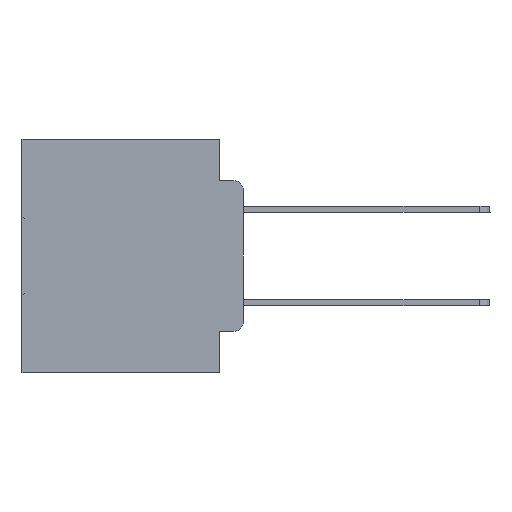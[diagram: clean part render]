
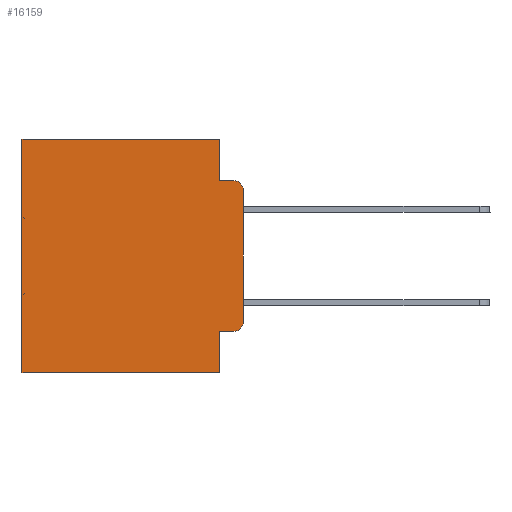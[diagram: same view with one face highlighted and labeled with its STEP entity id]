
A CAD part, left-side view. The second image highlights one B-rep face of the part: STEP entity #16159.
In plain terms, the highlighted planar face has unit normal (-1, 0, 0).
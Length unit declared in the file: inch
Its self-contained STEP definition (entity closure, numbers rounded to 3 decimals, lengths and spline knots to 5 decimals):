
#505 = VECTOR ( 'NONE', #6009, 39.37008 ) ;
#803 = VECTOR ( 'NONE', #18642, 39.37008 ) ;
#882 = VECTOR ( 'NONE', #9921, 39.37008 ) ;
#1438 = CARTESIAN_POINT ( 'NONE',  ( 0.298, 0.051, -0.4115 ) ) ;
#1631 = VECTOR ( 'NONE', #24958, 39.37008 ) ;
#1744 = EDGE_CURVE ( 'NONE', #24782, #16033, #7856, .T. ) ;
#2163 = EDGE_CURVE ( 'NONE', #29690, #16033, #18268, .T. ) ;
#2370 = CARTESIAN_POINT ( 'NONE',  ( 0.298, 0., -0.1085 ) ) ;
#3567 = VECTOR ( 'NONE', #7108, 39.37008 ) ;
#3730 = ORIENTED_EDGE ( 'NONE', *, *, #16188, .T. ) ;
#4316 = DIRECTION ( 'NONE',  ( 0., 0., -1. ) ) ;
#4645 = CARTESIAN_POINT ( 'NONE',  ( 0.298, 0.051, -0.0885 ) ) ;
#5283 = DIRECTION ( 'NONE',  ( 0., 0., -1. ) ) ;
#5463 = EDGE_CURVE ( 'NONE', #32244, #24870, #7603, .T. ) ;
#6009 = DIRECTION ( 'NONE',  ( 0., 0., -1. ) ) ;
#6405 = CARTESIAN_POINT ( 'NONE',  ( 0.298, 0.051, 0. ) ) ;
#7064 = CARTESIAN_POINT ( 'NONE',  ( 0.298, 0.051, 0. ) ) ;
#7108 = DIRECTION ( 'NONE',  ( 0., -1., 0. ) ) ;
#7124 = CARTESIAN_POINT ( 'NONE',  ( 0.298, 0.02, -0.3915 ) ) ;
#7262 = DIRECTION ( 'NONE',  ( 0., 0., -1. ) ) ;
#7282 = VERTEX_POINT ( 'NONE', #25156 ) ;
#7286 = LINE ( 'NONE', #14463, #505 ) ;
#7603 = LINE ( 'NONE', #15993, #803 ) ;
#7856 = CIRCLE ( 'NONE', #20838, 0.02 ) ;
#8073 = EDGE_CURVE ( 'NONE', #21511, #18943, #33868, .T. ) ;
#8529 = ORIENTED_EDGE ( 'NONE', *, *, #21800, .F. ) ;
#9921 = DIRECTION ( 'NONE',  ( 0., 0., -1. ) ) ;
#10096 = DIRECTION ( 'NONE',  ( -1., 0., 0. ) ) ;
#10277 = ORIENTED_EDGE ( 'NONE', *, *, #15997, .F. ) ;
#10515 = ORIENTED_EDGE ( 'NONE', *, *, #1744, .T. ) ;
#11937 = VECTOR ( 'NONE', #33584, 39.37008 ) ;
#12073 = CARTESIAN_POINT ( 'NONE',  ( 0.298, 0.02, -0.0885 ) ) ;
#12992 = AXIS2_PLACEMENT_3D ( 'NONE', #24075, #29241, #5283 ) ;
#13229 = VERTEX_POINT ( 'NONE', #14680 ) ;
#13540 = ORIENTED_EDGE ( 'NONE', *, *, #5463, .T. ) ;
#13954 = LINE ( 'NONE', #31748, #882 ) ;
#14154 = CARTESIAN_POINT ( 'NONE',  ( 0.298, 0.473, 0. ) ) ;
#14463 = CARTESIAN_POINT ( 'NONE',  ( 0.298, 0.473, 0. ) ) ;
#14680 = CARTESIAN_POINT ( 'NONE',  ( 0.298, 0.02, -0.4115 ) ) ;
#14777 = CARTESIAN_POINT ( 'NONE',  ( 0.298, 0.051, -0.4115 ) ) ;
#15993 = CARTESIAN_POINT ( 'NONE',  ( 0.298, 0., 0. ) ) ;
#15997 = EDGE_CURVE ( 'NONE', #18943, #7282, #31603, .T. ) ;
#16033 = VERTEX_POINT ( 'NONE', #12073 ) ;
#16148 = AXIS2_PLACEMENT_3D ( 'NONE', #7124, #10096, #4316 ) ;
#16159 = ADVANCED_FACE ( 'NONE', ( #30732 ), #22820, .F. ) ;
#16188 = EDGE_CURVE ( 'NONE', #21511, #13229, #18995, .T. ) ;
#16402 = EDGE_CURVE ( 'NONE', #24870, #7282, #7286, .T. ) ;
#17724 = EDGE_CURVE ( 'NONE', #13229, #27531, #27626, .T. ) ;
#18268 = LINE ( 'NONE', #4645, #3567 ) ;
#18642 = DIRECTION ( 'NONE',  ( 0., 1., 0. ) ) ;
#18943 = VERTEX_POINT ( 'NONE', #22861 ) ;
#18995 = LINE ( 'NONE', #14777, #26924 ) ;
#19154 = ORIENTED_EDGE ( 'NONE', *, *, #17724, .T. ) ;
#19222 = ORIENTED_EDGE ( 'NONE', *, *, #24804, .F. ) ;
#19585 = CARTESIAN_POINT ( 'NONE',  ( 0.298, 0., -0.3915 ) ) ;
#19649 = ORIENTED_EDGE ( 'NONE', *, *, #16402, .T. ) ;
#20834 = ORIENTED_EDGE ( 'NONE', *, *, #8073, .F. ) ;
#20838 = AXIS2_PLACEMENT_3D ( 'NONE', #33733, #23015, #7262 ) ;
#21302 = LINE ( 'NONE', #6405, #1631 ) ;
#21332 = ORIENTED_EDGE ( 'NONE', *, *, #2163, .F. ) ;
#21511 = VERTEX_POINT ( 'NONE', #1438 ) ;
#21800 = EDGE_CURVE ( 'NONE', #32244, #29690, #21302, .T. ) ;
#22778 = DIRECTION ( 'NONE',  ( 0., -1., 0. ) ) ;
#22820 = PLANE ( 'NONE',  #12992 ) ;
#22861 = CARTESIAN_POINT ( 'NONE',  ( 0.298, 0.051, -0.5 ) ) ;
#23015 = DIRECTION ( 'NONE',  ( -1., 0., 0. ) ) ;
#24075 = CARTESIAN_POINT ( 'NONE',  ( 0.298, 0., 0. ) ) ;
#24782 = VERTEX_POINT ( 'NONE', #2370 ) ;
#24804 = EDGE_CURVE ( 'NONE', #24782, #27531, #13954, .T. ) ;
#24870 = VERTEX_POINT ( 'NONE', #14154 ) ;
#24958 = DIRECTION ( 'NONE',  ( 0., 0., -1. ) ) ;
#25156 = CARTESIAN_POINT ( 'NONE',  ( 0.298, 0.473, -0.5 ) ) ;
#26011 = CARTESIAN_POINT ( 'NONE',  ( 0.298, 0.051, 0. ) ) ;
#26924 = VECTOR ( 'NONE', #22778, 39.37008 ) ;
#27531 = VERTEX_POINT ( 'NONE', #19585 ) ;
#27626 = CIRCLE ( 'NONE', #16148, 0.02 ) ;
#28354 = DIRECTION ( 'NONE',  ( 0., 0., -1. ) ) ;
#28398 = VECTOR ( 'NONE', #28354, 39.37008 ) ;
#28540 = CARTESIAN_POINT ( 'NONE',  ( 0.298, 0.051, -0.0885 ) ) ;
#29241 = DIRECTION ( 'NONE',  ( 1., 0., 0. ) ) ;
#29690 = VERTEX_POINT ( 'NONE', #28540 ) ;
#30732 = FACE_OUTER_BOUND ( 'NONE', #33002, .T. ) ;
#31603 = LINE ( 'NONE', #33341, #11937 ) ;
#31748 = CARTESIAN_POINT ( 'NONE',  ( 0.298, 0., 0. ) ) ;
#32244 = VERTEX_POINT ( 'NONE', #26011 ) ;
#33002 = EDGE_LOOP ( 'NONE', ( #19222, #10515, #21332, #8529, #13540, #19649, #10277, #20834, #3730, #19154 ) ) ;
#33341 = CARTESIAN_POINT ( 'NONE',  ( 0.298, 0., -0.5 ) ) ;
#33584 = DIRECTION ( 'NONE',  ( 0., 1., 0. ) ) ;
#33733 = CARTESIAN_POINT ( 'NONE',  ( 0.298, 0.02, -0.1085 ) ) ;
#33868 = LINE ( 'NONE', #7064, #28398 ) ;
